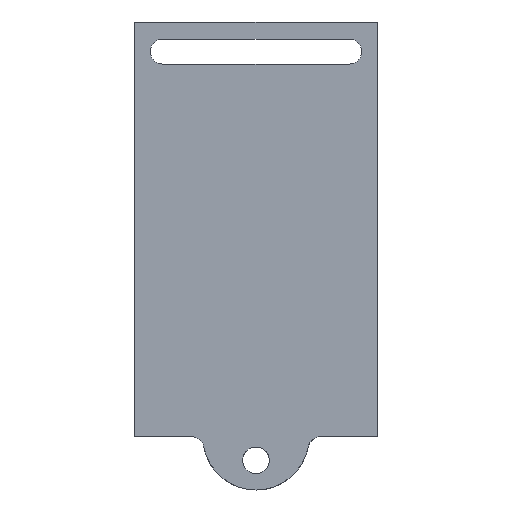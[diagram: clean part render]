
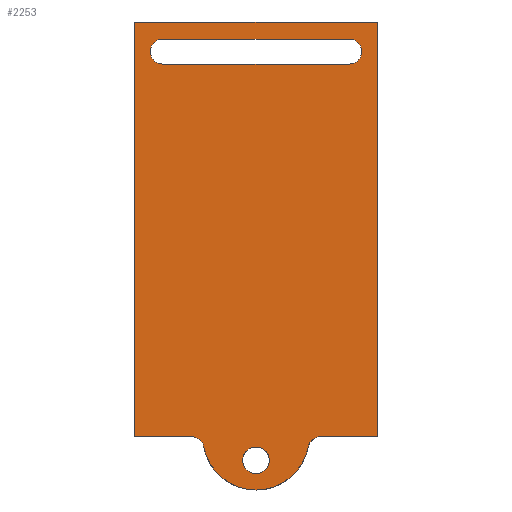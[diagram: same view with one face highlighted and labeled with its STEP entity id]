
A CAD part, front view. The second image highlights one B-rep face of the part: STEP entity #2253.
In plain terms, the highlighted planar face has unit normal (0, -1, 0).
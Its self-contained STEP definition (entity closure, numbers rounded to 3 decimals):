
#61=PLANE('',#2495);
#105=FACE_BOUND('',#538,.T.);
#106=FACE_BOUND('',#539,.T.);
#107=CIRCLE('',#2258,2.25);
#110=CIRCLE('',#2262,2.);
#111=CIRCLE('',#2264,9.);
#113=CIRCLE('',#2267,2.);
#193=CIRCLE('',#2435,2.1);
#194=CIRCLE('',#2438,2.1);
#396=FACE_OUTER_BOUND('',#537,.T.);
#537=EDGE_LOOP('',(#2102,#2103,#2104,#2105,#2106,#2107,#2108,#2109));
#538=EDGE_LOOP('',(#2110));
#539=EDGE_LOOP('',(#2111,#2112,#2113,#2114));
#640=LINE('',#4363,#811);
#643=LINE('',#4368,#814);
#644=LINE('',#4370,#815);
#662=LINE('',#4537,#833);
#665=LINE('',#4544,#836);
#667=LINE('',#4549,#838);
#710=LINE('',#4667,#881);
#811=VECTOR('',#2878,41.);
#814=VECTOR('',#2883,70.);
#815=VECTOR('',#2886,9.683);
#833=VECTOR('',#2980,31.5);
#836=VECTOR('',#2989,31.5);
#838=VECTOR('',#2995,9.683);
#881=VECTOR('',#3132,70.);
#934=VERTEX_POINT('',#3589);
#937=VERTEX_POINT('',#3692);
#938=VERTEX_POINT('',#3693);
#939=VERTEX_POINT('',#3698);
#941=VERTEX_POINT('',#3704);
#1081=VERTEX_POINT('',#4360);
#1082=VERTEX_POINT('',#4362);
#1083=VERTEX_POINT('',#4366);
#1096=VERTEX_POINT('',#4530);
#1097=VERTEX_POINT('',#4531);
#1098=VERTEX_POINT('',#4536);
#1099=VERTEX_POINT('',#4540);
#1100=VERTEX_POINT('',#4547);
#1141=EDGE_CURVE('',#934,#934,#107,.T.);
#1146=EDGE_CURVE('',#937,#938,#110,.T.);
#1150=EDGE_CURVE('',#939,#937,#111,.T.);
#1153=EDGE_CURVE('',#941,#939,#113,.T.);
#1353=EDGE_CURVE('',#1082,#1081,#640,.T.);
#1356=EDGE_CURVE('',#1081,#1083,#643,.T.);
#1357=EDGE_CURVE('',#938,#1083,#644,.T.);
#1389=EDGE_CURVE('',#1096,#1097,#193,.T.);
#1392=EDGE_CURVE('',#1097,#1098,#662,.T.);
#1394=EDGE_CURVE('',#1098,#1099,#194,.T.);
#1396=EDGE_CURVE('',#1099,#1096,#665,.T.);
#1398=EDGE_CURVE('',#1100,#941,#667,.T.);
#1457=EDGE_CURVE('',#1100,#1082,#710,.T.);
#2102=ORIENTED_EDGE('',*,*,#1457,.T.);
#2103=ORIENTED_EDGE('',*,*,#1353,.T.);
#2104=ORIENTED_EDGE('',*,*,#1356,.T.);
#2105=ORIENTED_EDGE('',*,*,#1357,.F.);
#2106=ORIENTED_EDGE('',*,*,#1146,.F.);
#2107=ORIENTED_EDGE('',*,*,#1150,.F.);
#2108=ORIENTED_EDGE('',*,*,#1153,.F.);
#2109=ORIENTED_EDGE('',*,*,#1398,.F.);
#2110=ORIENTED_EDGE('',*,*,#1141,.F.);
#2111=ORIENTED_EDGE('',*,*,#1394,.T.);
#2112=ORIENTED_EDGE('',*,*,#1396,.T.);
#2113=ORIENTED_EDGE('',*,*,#1389,.T.);
#2114=ORIENTED_EDGE('',*,*,#1392,.T.);
#2253=ADVANCED_FACE('',(#396,#105,#106),#61,.T.);
#2258=AXIS2_PLACEMENT_3D('',#3590,#2502,#2503);
#2262=AXIS2_PLACEMENT_3D('',#3694,#2510,#2511);
#2264=AXIS2_PLACEMENT_3D('',#3700,#2517,#2518);
#2267=AXIS2_PLACEMENT_3D('',#3706,#2524,#2525);
#2435=AXIS2_PLACEMENT_3D('',#4532,#2974,#2975);
#2438=AXIS2_PLACEMENT_3D('',#4541,#2984,#2985);
#2495=AXIS2_PLACEMENT_3D('',#4675,#3146,#3147);
#2502=DIRECTION('center_axis',(0.,-1.,0.));
#2503=DIRECTION('ref_axis',(-1.,0.,0.));
#2510=DIRECTION('center_axis',(0.,-1.,0.));
#2511=DIRECTION('ref_axis',(0.64,0.,0.769));
#2517=DIRECTION('center_axis',(0.,1.,0.));
#2518=DIRECTION('ref_axis',(-1.,0.,0.));
#2524=DIRECTION('center_axis',(0.,-1.,0.));
#2525=DIRECTION('ref_axis',(-0.64,0.,0.769));
#2878=DIRECTION('',(-1.,0.,0.));
#2883=DIRECTION('',(0.,0.,-1.));
#2886=DIRECTION('',(-1.,0.,0.));
#2974=DIRECTION('center_axis',(0.,1.,0.));
#2975=DIRECTION('ref_axis',(0.,0.,-1.));
#2980=DIRECTION('',(1.,0.,0.));
#2984=DIRECTION('center_axis',(0.,1.,0.));
#2985=DIRECTION('ref_axis',(0.,0.,
1.));
#2989=DIRECTION('',(-1.,0.,0.));
#2995=DIRECTION('',(-1.,0.,0.));
#3132=DIRECTION('',(0.,0.,1.));
#3146=DIRECTION('center_axis',(0.,-1.,0.));
#3147=DIRECTION('ref_axis',(1.,0.,0.));
#3589=CARTESIAN_POINT('',(-35.581,-77.659,-24.));
#3590=CARTESIAN_POINT('Origin',(-37.831,-77.659,-24.));
#3692=CARTESIAN_POINT('',(-46.681,-77.659,-21.636));
#3693=CARTESIAN_POINT('',(-48.648,-77.659,-20.));
#3694=CARTESIAN_POINT('Origin',(-48.648,-77.659,-22.));
#3698=CARTESIAN_POINT('',(-28.981,-77.659,-21.636));
#3700=CARTESIAN_POINT('Origin',(-37.831,-77.659,-20.));
#3704=CARTESIAN_POINT('',(-27.015,-77.659,-20.));
#3706=CARTESIAN_POINT('Origin',(-27.015,-77.659,-22.));
#4360=CARTESIAN_POINT('',(-58.331,-77.659,50.));
#4362=CARTESIAN_POINT('',(-17.331,-77.659,50.));
#4363=CARTESIAN_POINT('',(-17.331,-77.659,50.));
#4366=CARTESIAN_POINT('',(-58.331,-77.659,-20.));
#4368=CARTESIAN_POINT('',(-58.331,-77.659,-2.5));
#4370=CARTESIAN_POINT('',(-17.331,-77.659,-20.));
#4530=CARTESIAN_POINT('',(-53.581,-77.659,42.9));
#4531=CARTESIAN_POINT('',(-53.581,-77.659,47.1));
#4532=CARTESIAN_POINT('Origin',(-53.581,-77.659,45.));
#4536=CARTESIAN_POINT('',(-22.081,-77.659,47.1));
#4537=CARTESIAN_POINT('',(-40.206,-77.659,47.1));
#4540=CARTESIAN_POINT('',(-22.081,-77.659,42.9));
#4541=CARTESIAN_POINT('Origin',(-22.081,-77.659,45.));
#4544=CARTESIAN_POINT('',(-55.956,-77.659,42.9));
#4547=CARTESIAN_POINT('',(-17.331,-77.659,-20.));
#4549=CARTESIAN_POINT('',(-17.331,-77.659,-20.));
#4667=CARTESIAN_POINT('',(-17.331,-77.659,-2.5));
#4675=CARTESIAN_POINT('Origin',(-58.331,-77.659,0.));
